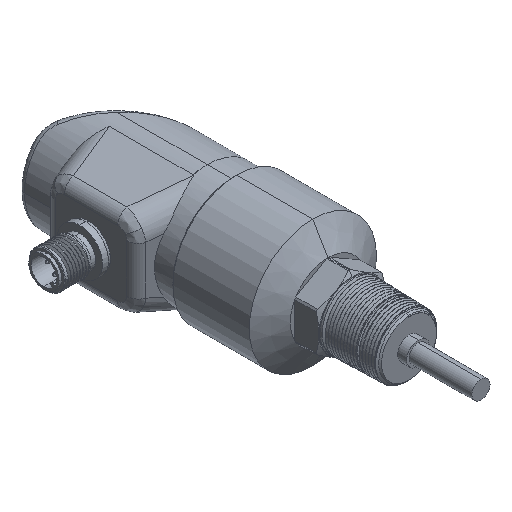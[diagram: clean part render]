
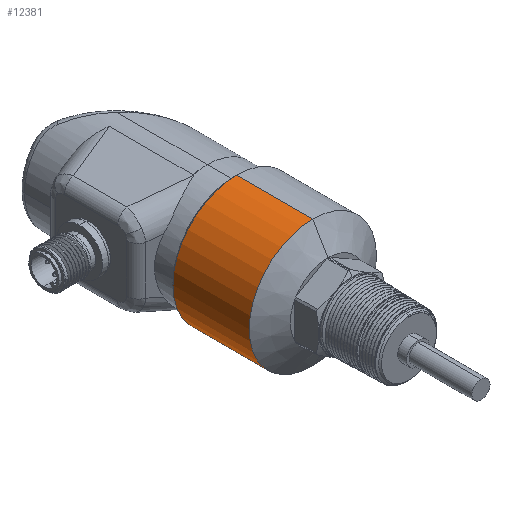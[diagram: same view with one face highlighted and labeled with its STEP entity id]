
A CAD part, isometric view. The second image highlights one B-rep face of the part: STEP entity #12381.
In plain terms, the highlighted cylindrical face has radius 21.15 mm (diameter 42.3 mm), a partial arc.
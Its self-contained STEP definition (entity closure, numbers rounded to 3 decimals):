
#923 = DIRECTION ( 'NONE',  ( 0., 0., 1. ) ) ;
#1151 = VERTEX_POINT ( 'NONE', #10954 ) ;
#1202 = CARTESIAN_POINT ( 'NONE',  ( 0., -28.99, 21.15 ) ) ;
#1573 = FACE_OUTER_BOUND ( 'NONE', #7087, .T. ) ;
#2673 = DIRECTION ( 'NONE',  ( 0., 1., 0. ) ) ;
#2743 = VERTEX_POINT ( 'NONE', #21551 ) ;
#3643 = AXIS2_PLACEMENT_3D ( 'NONE', #4617, #16261, #6308 ) ;
#4210 = VERTEX_POINT ( 'NONE', #7009 ) ;
#4617 = CARTESIAN_POINT ( 'NONE',  ( 0., -23.996, 0. ) ) ;
#6308 = DIRECTION ( 'NONE',  ( 0., 0., -1. ) ) ;
#6765 = AXIS2_PLACEMENT_3D ( 'NONE', #6949, #18596, #8643 ) ;
#6949 = CARTESIAN_POINT ( 'NONE',  ( 0., 1.349, 0. ) ) ;
#7009 = CARTESIAN_POINT ( 'NONE',  ( 0., -23.996, 21.15 ) ) ;
#7087 = EDGE_LOOP ( 'NONE', ( #21679, #13141, #11845, #20428 ) ) ;
#8643 = DIRECTION ( 'NONE',  ( 0., 0., -1. ) ) ;
#8662 = EDGE_CURVE ( 'NONE', #1151, #2743, #18743, .T. ) ;
#8967 = CIRCLE ( 'NONE', #6765, 21.15 ) ;
#9441 = DIRECTION ( 'NONE',  ( 0., 1., 0. ) ) ;
#9508 = CYLINDRICAL_SURFACE ( 'NONE', #13373, 21.15 ) ;
#10450 = CIRCLE ( 'NONE', #3643, 21.15 ) ;
#10954 = CARTESIAN_POINT ( 'NONE',  ( 0., -23.996, -21.15 ) ) ;
#11845 = ORIENTED_EDGE ( 'NONE', *, *, #20257, .T. ) ;
#12381 = ADVANCED_FACE ( 'NONE', ( #1573 ), #9508, .T. ) ;
#12650 = CARTESIAN_POINT ( 'NONE',  ( 0., -28.99, 0. ) ) ;
#12908 = DIRECTION ( 'NONE',  ( 0., 1., 0. ) ) ;
#13141 = ORIENTED_EDGE ( 'NONE', *, *, #15171, .T. ) ;
#13373 = AXIS2_PLACEMENT_3D ( 'NONE', #12650, #2673, #923 ) ;
#14721 = VECTOR ( 'NONE', #12908, 1000. ) ;
#14901 = LINE ( 'NONE', #1202, #14721 ) ;
#15171 = EDGE_CURVE ( 'NONE', #1151, #4210, #10450, .T. ) ;
#15694 = CARTESIAN_POINT ( 'NONE',  ( 0., 1.349, 21.15 ) ) ;
#15863 = VERTEX_POINT ( 'NONE', #15694 ) ;
#16261 = DIRECTION ( 'NONE',  ( 0., 1., 0. ) ) ;
#18596 = DIRECTION ( 'NONE',  ( 0., -1., 0. ) ) ;
#18743 = LINE ( 'NONE', #19412, #21774 ) ;
#19412 = CARTESIAN_POINT ( 'NONE',  ( 0., -28.99, -21.15 ) ) ;
#20257 = EDGE_CURVE ( 'NONE', #4210, #15863, #14901, .T. ) ;
#20428 = ORIENTED_EDGE ( 'NONE', *, *, #21226, .T. ) ;
#21226 = EDGE_CURVE ( 'NONE', #15863, #2743, #8967, .T. ) ;
#21551 = CARTESIAN_POINT ( 'NONE',  ( 0., 1.349, -21.15 ) ) ;
#21679 = ORIENTED_EDGE ( 'NONE', *, *, #8662, .F. ) ;
#21774 = VECTOR ( 'NONE', #9441, 1000. ) ;
